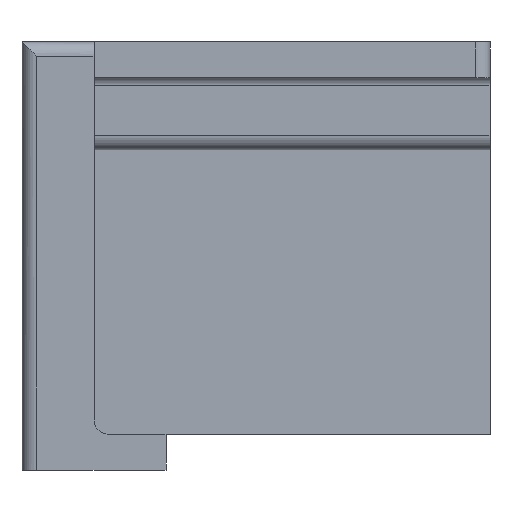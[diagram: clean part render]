
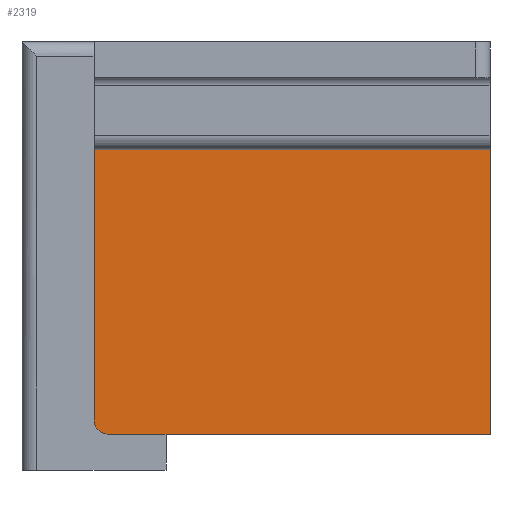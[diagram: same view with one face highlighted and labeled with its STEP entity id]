
A CAD part, left-side view. The second image highlights one B-rep face of the part: STEP entity #2319.
In plain terms, the highlighted planar face has unit normal (-1, 0, 0).
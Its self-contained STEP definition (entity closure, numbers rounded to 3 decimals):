
#128 = PLANE('',#129);
#129 = AXIS2_PLACEMENT_3D('',#130,#131,#132);
#130 = CARTESIAN_POINT('',(4.093,-28.407,44.5));
#131 = DIRECTION('',(0.,0.,-1.));
#132 = DIRECTION('',(0.,-1.,0.));
#711 = PLANE('',#712);
#712 = AXIS2_PLACEMENT_3D('',#713,#714,#715);
#713 = CARTESIAN_POINT('',(-29.25,0.,0.));
#714 = DIRECTION('',(0.,-1.,0.));
#715 = DIRECTION('',(0.,0.,-1.));
#914 = PLANE('',#915);
#915 = AXIS2_PLACEMENT_3D('',#916,#917,#918);
#916 = CARTESIAN_POINT('',(-21.25,-65.,59.5));
#917 = DIRECTION('',(0.,1.,0.));
#918 = DIRECTION('',(0.,0.,1.));
#1056 = VERTEX_POINT('',#1057);
#1057 = CARTESIAN_POINT('',(21.25,-65.,44.5));
#1103 = VERTEX_POINT('',#1104);
#1104 = CARTESIAN_POINT('',(21.25,0.,44.5));
#1125 = EDGE_CURVE('',#1103,#1126,#1128,.T.);
#1126 = VERTEX_POINT('',#1127);
#1127 = CARTESIAN_POINT('',(21.25,-10.,44.5));
#1128 = SURFACE_CURVE('',#1129,(#1133,#1140),.PCURVE_S1.);
#1129 = LINE('',#1130,#1131);
#1130 = CARTESIAN_POINT('',(21.25,0.,44.5));
#1131 = VECTOR('',#1132,1.);
#1132 = DIRECTION('',(0.,-1.,0.));
#1133 = PCURVE('',#128,#1134);
#1134 = DEFINITIONAL_REPRESENTATION('',(#1135),#1139);
#1135 = LINE('',#1136,#1137);
#1136 = CARTESIAN_POINT('',(-28.407,-17.157));
#1137 = VECTOR('',#1138,1.);
#1138 = DIRECTION('',(1.,0.));
#1139 = ( GEOMETRIC_REPRESENTATION_CONTEXT(2) 
PARAMETRIC_REPRESENTATION_CONTEXT() REPRESENTATION_CONTEXT('2D SPACE',''
  ) );
#1140 = PCURVE('',#1141,#1146);
#1141 = PLANE('',#1142);
#1142 = AXIS2_PLACEMENT_3D('',#1143,#1144,#1145);
#1143 = CARTESIAN_POINT('',(21.25,0.,0.));
#1144 = DIRECTION('',(1.,0.,0.));
#1145 = DIRECTION('',(0.,0.,1.));
#1146 = DEFINITIONAL_REPRESENTATION('',(#1147),#1151);
#1147 = LINE('',#1148,#1149);
#1148 = CARTESIAN_POINT('',(44.5,0.));
#1149 = VECTOR('',#1150,1.);
#1150 = DIRECTION('',(0.,1.));
#1151 = ( GEOMETRIC_REPRESENTATION_CONTEXT(2) 
PARAMETRIC_REPRESENTATION_CONTEXT() REPRESENTATION_CONTEXT('2D SPACE',''
  ) );
#1153 = EDGE_CURVE('',#1126,#1056,#1154,.T.);
#1154 = SURFACE_CURVE('',#1155,(#1159,#1166),.PCURVE_S1.);
#1155 = LINE('',#1156,#1157);
#1156 = CARTESIAN_POINT('',(21.25,-10.,44.5));
#1157 = VECTOR('',#1158,1.);
#1158 = DIRECTION('',(0.,-1.,0.));
#1159 = PCURVE('',#128,#1160);
#1160 = DEFINITIONAL_REPRESENTATION('',(#1161),#1165);
#1161 = LINE('',#1162,#1163);
#1162 = CARTESIAN_POINT('',(-18.407,-17.157));
#1163 = VECTOR('',#1164,1.);
#1164 = DIRECTION('',(1.,0.));
#1165 = ( GEOMETRIC_REPRESENTATION_CONTEXT(2) 
PARAMETRIC_REPRESENTATION_CONTEXT() REPRESENTATION_CONTEXT('2D SPACE',''
  ) );
#1166 = PCURVE('',#1141,#1167);
#1167 = DEFINITIONAL_REPRESENTATION('',(#1168),#1172);
#1168 = LINE('',#1169,#1170);
#1169 = CARTESIAN_POINT('',(44.5,10.));
#1170 = VECTOR('',#1171,1.);
#1171 = DIRECTION('',(0.,1.));
#1172 = ( GEOMETRIC_REPRESENTATION_CONTEXT(2) 
PARAMETRIC_REPRESENTATION_CONTEXT() REPRESENTATION_CONTEXT('2D SPACE',''
  ) );
#1722 = EDGE_CURVE('',#1723,#1103,#1725,.T.);
#1723 = VERTEX_POINT('',#1724);
#1724 = CARTESIAN_POINT('',(21.25,0.,0.));
#1725 = SURFACE_CURVE('',#1726,(#1730,#1737),.PCURVE_S1.);
#1726 = LINE('',#1727,#1728);
#1727 = CARTESIAN_POINT('',(21.25,0.,0.));
#1728 = VECTOR('',#1729,1.);
#1729 = DIRECTION('',(0.,0.,1.));
#1730 = PCURVE('',#711,#1731);
#1731 = DEFINITIONAL_REPRESENTATION('',(#1732),#1736);
#1732 = LINE('',#1733,#1734);
#1733 = CARTESIAN_POINT('',(0.,50.5));
#1734 = VECTOR('',#1735,1.);
#1735 = DIRECTION('',(-1.,0.));
#1736 = ( GEOMETRIC_REPRESENTATION_CONTEXT(2) 
PARAMETRIC_REPRESENTATION_CONTEXT() REPRESENTATION_CONTEXT('2D SPACE',''
  ) );
#1737 = PCURVE('',#1141,#1738);
#1738 = DEFINITIONAL_REPRESENTATION('',(#1739),#1743);
#1739 = LINE('',#1740,#1741);
#1740 = CARTESIAN_POINT('',(0.,0.));
#1741 = VECTOR('',#1742,1.);
#1742 = DIRECTION('',(1.,0.));
#1743 = ( GEOMETRIC_REPRESENTATION_CONTEXT(2) 
PARAMETRIC_REPRESENTATION_CONTEXT() REPRESENTATION_CONTEXT('2D SPACE',''
  ) );
#1761 = PLANE('',#1762);
#1762 = AXIS2_PLACEMENT_3D('',#1763,#1764,#1765);
#1763 = CARTESIAN_POINT('',(25.25,-10.,0.));
#1764 = DIRECTION('',(0.,0.,1.));
#1765 = DIRECTION('',(1.,0.,0.));
#2187 = VERTEX_POINT('',#2188);
#2188 = CARTESIAN_POINT('',(21.25,-65.,5.));
#2202 = PLANE('',#2203);
#2203 = AXIS2_PLACEMENT_3D('',#2204,#2205,#2206);
#2204 = CARTESIAN_POINT('',(21.25,-65.,5.));
#2205 = DIRECTION('',(0.,0.,1.));
#2206 = DIRECTION('',(1.,0.,0.));
#2214 = EDGE_CURVE('',#1056,#2187,#2215,.T.);
#2215 = SURFACE_CURVE('',#2216,(#2220,#2227),.PCURVE_S1.);
#2216 = LINE('',#2217,#2218);
#2217 = CARTESIAN_POINT('',(21.25,-65.,44.5));
#2218 = VECTOR('',#2219,1.);
#2219 = DIRECTION('',(0.,0.,-1.));
#2220 = PCURVE('',#914,#2221);
#2221 = DEFINITIONAL_REPRESENTATION('',(#2222),#2226);
#2222 = LINE('',#2223,#2224);
#2223 = CARTESIAN_POINT('',(-15.,42.5));
#2224 = VECTOR('',#2225,1.);
#2225 = DIRECTION('',(-1.,0.));
#2226 = ( GEOMETRIC_REPRESENTATION_CONTEXT(2) 
PARAMETRIC_REPRESENTATION_CONTEXT() REPRESENTATION_CONTEXT('2D SPACE',''
  ) );
#2227 = PCURVE('',#1141,#2228);
#2228 = DEFINITIONAL_REPRESENTATION('',(#2229),#2233);
#2229 = LINE('',#2230,#2231);
#2230 = CARTESIAN_POINT('',(44.5,65.));
#2231 = VECTOR('',#2232,1.);
#2232 = DIRECTION('',(-1.,0.));
#2233 = ( GEOMETRIC_REPRESENTATION_CONTEXT(2) 
PARAMETRIC_REPRESENTATION_CONTEXT() REPRESENTATION_CONTEXT('2D SPACE',''
  ) );
#2319 = ADVANCED_FACE('',(#2320),#1141,.F.);
#2320 = FACE_BOUND('',#2321,.T.);
#2321 = EDGE_LOOP('',(#2322,#2345,#2368,#2396,#2417,#2418,#2419,#2420));
#2322 = ORIENTED_EDGE('',*,*,#2323,.T.);
#2323 = EDGE_CURVE('',#1723,#2324,#2326,.T.);
#2324 = VERTEX_POINT('',#2325);
#2325 = CARTESIAN_POINT('',(21.25,-10.,0.));
#2326 = SURFACE_CURVE('',#2327,(#2331,#2338),.PCURVE_S1.);
#2327 = LINE('',#2328,#2329);
#2328 = CARTESIAN_POINT('',(21.25,0.,0.));
#2329 = VECTOR('',#2330,1.);
#2330 = DIRECTION('',(0.,-1.,0.));
#2331 = PCURVE('',#1141,#2332);
#2332 = DEFINITIONAL_REPRESENTATION('',(#2333),#2337);
#2333 = LINE('',#2334,#2335);
#2334 = CARTESIAN_POINT('',(0.,0.));
#2335 = VECTOR('',#2336,1.);
#2336 = DIRECTION('',(0.,1.));
#2337 = ( GEOMETRIC_REPRESENTATION_CONTEXT(2) 
PARAMETRIC_REPRESENTATION_CONTEXT() REPRESENTATION_CONTEXT('2D SPACE',''
  ) );
#2338 = PCURVE('',#1761,#2339);
#2339 = DEFINITIONAL_REPRESENTATION('',(#2340),#2344);
#2340 = LINE('',#2341,#2342);
#2341 = CARTESIAN_POINT('',(-4.,10.));
#2342 = VECTOR('',#2343,1.);
#2343 = DIRECTION('',(0.,-1.));
#2344 = ( GEOMETRIC_REPRESENTATION_CONTEXT(2) 
PARAMETRIC_REPRESENTATION_CONTEXT() REPRESENTATION_CONTEXT('2D SPACE',''
  ) );
#2345 = ORIENTED_EDGE('',*,*,#2346,.T.);
#2346 = EDGE_CURVE('',#2324,#2347,#2349,.T.);
#2347 = VERTEX_POINT('',#2348);
#2348 = CARTESIAN_POINT('',(21.25,-20.,0.));
#2349 = SURFACE_CURVE('',#2350,(#2354,#2361),.PCURVE_S1.);
#2350 = LINE('',#2351,#2352);
#2351 = CARTESIAN_POINT('',(21.25,-10.,0.));
#2352 = VECTOR('',#2353,1.);
#2353 = DIRECTION('',(0.,-1.,0.));
#2354 = PCURVE('',#1141,#2355);
#2355 = DEFINITIONAL_REPRESENTATION('',(#2356),#2360);
#2356 = LINE('',#2357,#2358);
#2357 = CARTESIAN_POINT('',(0.,10.));
#2358 = VECTOR('',#2359,1.);
#2359 = DIRECTION('',(0.,1.));
#2360 = ( GEOMETRIC_REPRESENTATION_CONTEXT(2) 
PARAMETRIC_REPRESENTATION_CONTEXT() REPRESENTATION_CONTEXT('2D SPACE',''
  ) );
#2361 = PCURVE('',#1761,#2362);
#2362 = DEFINITIONAL_REPRESENTATION('',(#2363),#2367);
#2363 = LINE('',#2364,#2365);
#2364 = CARTESIAN_POINT('',(-4.,0.));
#2365 = VECTOR('',#2366,1.);
#2366 = DIRECTION('',(0.,-1.));
#2367 = ( GEOMETRIC_REPRESENTATION_CONTEXT(2) 
PARAMETRIC_REPRESENTATION_CONTEXT() REPRESENTATION_CONTEXT('2D SPACE',''
  ) );
#2368 = ORIENTED_EDGE('',*,*,#2369,.T.);
#2369 = EDGE_CURVE('',#2347,#2370,#2372,.T.);
#2370 = VERTEX_POINT('',#2371);
#2371 = CARTESIAN_POINT('',(21.25,-20.,5.));
#2372 = SURFACE_CURVE('',#2373,(#2377,#2384),.PCURVE_S1.);
#2373 = LINE('',#2374,#2375);
#2374 = CARTESIAN_POINT('',(21.25,-20.,0.));
#2375 = VECTOR('',#2376,1.);
#2376 = DIRECTION('',(0.,0.,1.));
#2377 = PCURVE('',#1141,#2378);
#2378 = DEFINITIONAL_REPRESENTATION('',(#2379),#2383);
#2379 = LINE('',#2380,#2381);
#2380 = CARTESIAN_POINT('',(0.,20.));
#2381 = VECTOR('',#2382,1.);
#2382 = DIRECTION('',(1.,0.));
#2383 = ( GEOMETRIC_REPRESENTATION_CONTEXT(2) 
PARAMETRIC_REPRESENTATION_CONTEXT() REPRESENTATION_CONTEXT('2D SPACE',''
  ) );
#2384 = PCURVE('',#2385,#2390);
#2385 = PLANE('',#2386);
#2386 = AXIS2_PLACEMENT_3D('',#2387,#2388,#2389);
#2387 = CARTESIAN_POINT('',(21.25,-20.,0.));
#2388 = DIRECTION('',(0.,1.,0.));
#2389 = DIRECTION('',(0.,0.,1.));
#2390 = DEFINITIONAL_REPRESENTATION('',(#2391),#2395);
#2391 = LINE('',#2392,#2393);
#2392 = CARTESIAN_POINT('',(0.,0.));
#2393 = VECTOR('',#2394,1.);
#2394 = DIRECTION('',(1.,0.));
#2395 = ( GEOMETRIC_REPRESENTATION_CONTEXT(2) 
PARAMETRIC_REPRESENTATION_CONTEXT() REPRESENTATION_CONTEXT('2D SPACE',''
  ) );
#2396 = ORIENTED_EDGE('',*,*,#2397,.F.);
#2397 = EDGE_CURVE('',#2187,#2370,#2398,.T.);
#2398 = SURFACE_CURVE('',#2399,(#2403,#2410),.PCURVE_S1.);
#2399 = LINE('',#2400,#2401);
#2400 = CARTESIAN_POINT('',(21.25,-65.,5.));
#2401 = VECTOR('',#2402,1.);
#2402 = DIRECTION('',(0.,1.,0.));
#2403 = PCURVE('',#1141,#2404);
#2404 = DEFINITIONAL_REPRESENTATION('',(#2405),#2409);
#2405 = LINE('',#2406,#2407);
#2406 = CARTESIAN_POINT('',(5.,65.));
#2407 = VECTOR('',#2408,1.);
#2408 = DIRECTION('',(0.,-1.));
#2409 = ( GEOMETRIC_REPRESENTATION_CONTEXT(2) 
PARAMETRIC_REPRESENTATION_CONTEXT() REPRESENTATION_CONTEXT('2D SPACE',''
  ) );
#2410 = PCURVE('',#2202,#2411);
#2411 = DEFINITIONAL_REPRESENTATION('',(#2412),#2416);
#2412 = LINE('',#2413,#2414);
#2413 = CARTESIAN_POINT('',(0.,0.));
#2414 = VECTOR('',#2415,1.);
#2415 = DIRECTION('',(0.,1.));
#2416 = ( GEOMETRIC_REPRESENTATION_CONTEXT(2) 
PARAMETRIC_REPRESENTATION_CONTEXT() REPRESENTATION_CONTEXT('2D SPACE',''
  ) );
#2417 = ORIENTED_EDGE('',*,*,#2214,.F.);
#2418 = ORIENTED_EDGE('',*,*,#1153,.F.);
#2419 = ORIENTED_EDGE('',*,*,#1125,.F.);
#2420 = ORIENTED_EDGE('',*,*,#1722,.F.);
